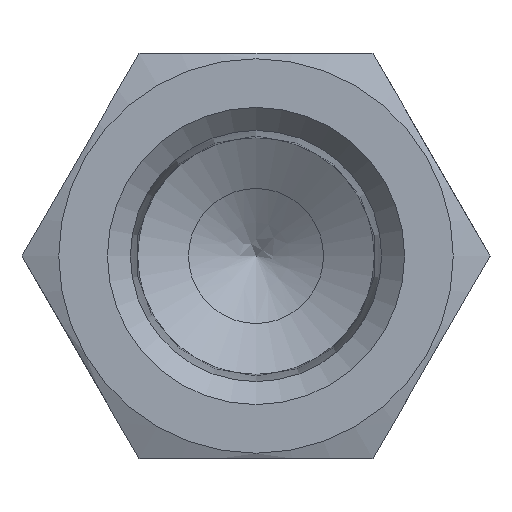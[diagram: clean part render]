
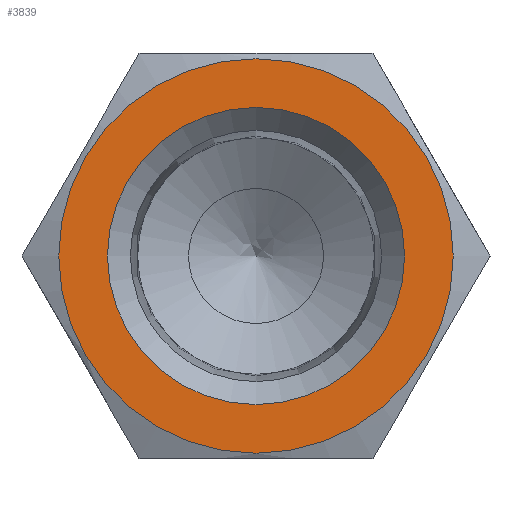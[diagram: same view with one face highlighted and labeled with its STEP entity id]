
A CAD part, left-side view. The second image highlights one B-rep face of the part: STEP entity #3839.
In plain terms, the highlighted planar face has unit normal (-1, 0, 0).
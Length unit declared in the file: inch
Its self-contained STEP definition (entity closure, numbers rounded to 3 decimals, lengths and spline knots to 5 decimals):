
#3256=CARTESIAN_POINT('',(0.0,0.,0.275));
#3257=VERTEX_POINT('',#3256);
#3258=CARTESIAN_POINT('',(0.0,0.,0.0));
#3259=DIRECTION('',(1.0,0.0,0.0));
#3260=DIRECTION('',(0.0,0.0,-1.0));
#3261=AXIS2_PLACEMENT_3D('',#3258,#3259,#3260);
#3262=CIRCLE('',#3261,0.275);
#3263=EDGE_CURVE('',#3257,#3257,#3262,.T.);
#3727=CARTESIAN_POINT('',(0.0,0.365,0.0));
#3728=VERTEX_POINT('',#3727);
#3729=CARTESIAN_POINT('',(0.0,0.0,0.0));
#3730=DIRECTION('',(-1.0,0.0,0.0));
#3731=DIRECTION('',(0.0,1.0,0.0));
#3732=AXIS2_PLACEMENT_3D('',#3729,#3730,#3731);
#3733=CIRCLE('',#3732,0.365);
#3734=EDGE_CURVE('',#3728,#3728,#3733,.T.);
#3828=CARTESIAN_POINT('',(0.0,0.,0.));
#3829=DIRECTION('',(1.0,0.0,0.0));
#3830=DIRECTION('',(0.0,0.0,-1.0));
#3831=AXIS2_PLACEMENT_3D('',#3828,#3829,#3830);
#3832=PLANE('',#3831);
#3833=ORIENTED_EDGE('',*,*,#3734,.T.);
#3834=EDGE_LOOP('',(#3833));
#3835=FACE_OUTER_BOUND('',#3834,.T.);
#3836=ORIENTED_EDGE('',*,*,#3263,.T.);
#3837=EDGE_LOOP('',(#3836));
#3838=FACE_BOUND('',#3837,.T.);
#3839=ADVANCED_FACE('',(#3835,#3838),#3832,.F.);
